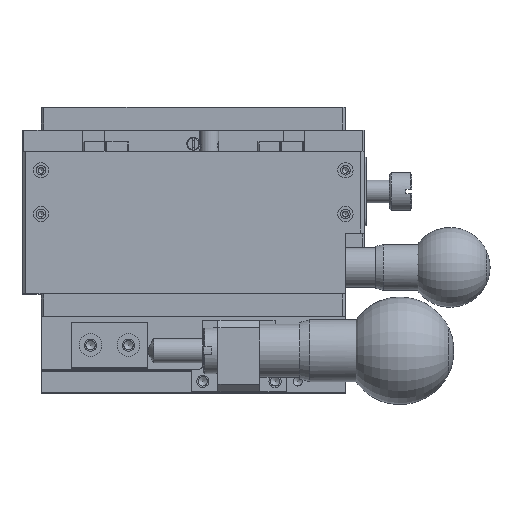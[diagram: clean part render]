
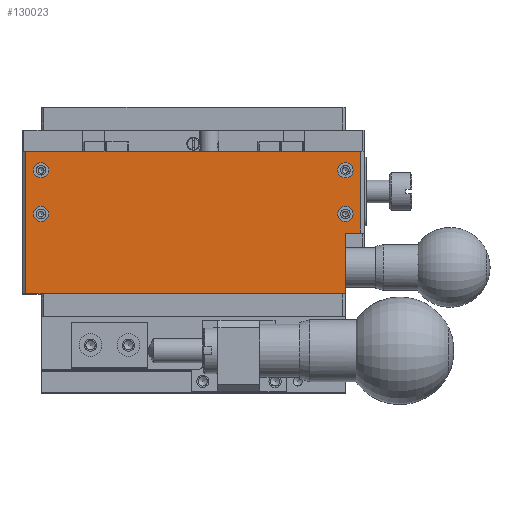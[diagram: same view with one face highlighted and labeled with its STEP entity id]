
A CAD part, top view. The second image highlights one B-rep face of the part: STEP entity #130023.
In plain terms, the highlighted planar face has unit normal (0, 0, 1).
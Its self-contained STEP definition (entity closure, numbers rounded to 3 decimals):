
#1544 = EDGE_CURVE ( 'NONE', #144098, #144098, #172863, .T. ) ;
#3640 = DIRECTION ( 'NONE',  ( 1., 0., 0. ) ) ;
#4169 = VERTEX_POINT ( 'NONE', #65088 ) ;
#4592 = ORIENTED_EDGE ( 'NONE', *, *, #88585, .F. ) ;
#4617 = CARTESIAN_POINT ( 'NONE',  ( 80., 60.5, -10. ) ) ;
#5509 = VECTOR ( 'NONE', #101498, 1000. ) ;
#5731 = VERTEX_POINT ( 'NONE', #119623 ) ;
#9231 = EDGE_LOOP ( 'NONE', ( #68015 ) ) ;
#10503 = CARTESIAN_POINT ( 'NONE',  ( 80., 49., -10. ) ) ;
#17402 = CARTESIAN_POINT ( 'NONE',  ( 0., 26., -10. ) ) ;
#18941 = VERTEX_POINT ( 'NONE', #70031 ) ;
#20311 = VECTOR ( 'NONE', #99204, 1000. ) ;
#21367 = ORIENTED_EDGE ( 'NONE', *, *, #100722, .F. ) ;
#23555 = EDGE_CURVE ( 'NONE', #18941, #104139, #76406, .T. ) ;
#24334 = EDGE_CURVE ( 'NONE', #153318, #18941, #151468, .T. ) ;
#25482 = VERTEX_POINT ( 'NONE', #150505 ) ;
#29542 = ORIENTED_EDGE ( 'NONE', *, *, #23555, .T. ) ;
#31265 = DIRECTION ( 'NONE',  ( -1., 0., 0. ) ) ;
#32030 = CARTESIAN_POINT ( 'NONE',  ( 0., 26., -10. ) ) ;
#32458 = FACE_BOUND ( 'NONE', #123534, .T. ) ;
#35580 = VECTOR ( 'NONE', #3640, 1000. ) ;
#39418 = DIRECTION ( 'NONE',  ( 0., 1., 0. ) ) ;
#40729 = EDGE_LOOP ( 'NONE', ( #29542, #129661, #4592, #46957, #90191, #73476, #60901 ) ) ;
#42580 = DIRECTION ( 'NONE',  ( 0., 1., 0. ) ) ;
#44358 = VERTEX_POINT ( 'NONE', #122722 ) ;
#45789 = CIRCLE ( 'NONE', #72280, 2. ) ;
#46355 = DIRECTION ( 'NONE',  ( 0., 0., -1. ) ) ;
#46957 = ORIENTED_EDGE ( 'NONE', *, *, #157555, .F. ) ;
#48160 = PLANE ( 'NONE',  #178153 ) ;
#48646 = DIRECTION ( 'NONE',  ( 1., 0., 0. ) ) ;
#58287 = LINE ( 'NONE', #100863, #35580 ) ;
#58620 = CARTESIAN_POINT ( 'NONE',  ( 80., 47., -10. ) ) ;
#59819 = CARTESIAN_POINT ( 'NONE',  ( 85., 42., -10. ) ) ;
#60901 = ORIENTED_EDGE ( 'NONE', *, *, #24334, .T. ) ;
#64539 = DIRECTION ( 'NONE',  ( 0., 0., 1. ) ) ;
#65088 = CARTESIAN_POINT ( 'NONE',  ( -4., 63.5, -10. ) ) ;
#67030 = CARTESIAN_POINT ( 'NONE',  ( 84., 63.5, -10. ) ) ;
#68015 = ORIENTED_EDGE ( 'NONE', *, *, #114548, .F. ) ;
#68409 = CARTESIAN_POINT ( 'NONE',  ( 84., 63.5, -10. ) ) ;
#70031 = CARTESIAN_POINT ( 'NONE',  ( 80., 42., -10. ) ) ;
#70285 = DIRECTION ( 'NONE',  ( 0., 0., 1. ) ) ;
#72280 = AXIS2_PLACEMENT_3D ( 'NONE', #148912, #64539, #166362 ) ;
#73476 = ORIENTED_EDGE ( 'NONE', *, *, #131498, .F. ) ;
#75124 = VERTEX_POINT ( 'NONE', #68409 ) ;
#76394 = LINE ( 'NONE', #32030, #5509 ) ;
#76406 = LINE ( 'NONE', #59819, #163279 ) ;
#78351 = ORIENTED_EDGE ( 'NONE', *, *, #1544, .F. ) ;
#88585 = EDGE_CURVE ( 'NONE', #4169, #75124, #58287, .T. ) ;
#89857 = FACE_BOUND ( 'NONE', #9231, .T. ) ;
#90191 = ORIENTED_EDGE ( 'NONE', *, *, #157105, .T. ) ;
#91670 = FACE_BOUND ( 'NONE', #106305, .T. ) ;
#92250 = VECTOR ( 'NONE', #181046, 1000. ) ;
#99204 = DIRECTION ( 'NONE',  ( 0., 1., 0. ) ) ;
#100722 = EDGE_CURVE ( 'NONE', #180887, #180887, #106699, .T. ) ;
#100863 = CARTESIAN_POINT ( 'NONE',  ( -4., 63.5, -10. ) ) ;
#101498 = DIRECTION ( 'NONE',  ( 1., 0., 0. ) ) ;
#102849 = DIRECTION ( 'NONE',  ( -1., 0., 0. ) ) ;
#103754 = CARTESIAN_POINT ( 'NONE',  ( -4., 63.5, -10. ) ) ;
#104139 = VERTEX_POINT ( 'NONE', #140839 ) ;
#104366 = VECTOR ( 'NONE', #31265, 1000. ) ;
#106305 = EDGE_LOOP ( 'NONE', ( #178629 ) ) ;
#106699 = CIRCLE ( 'NONE', #133445, 2. ) ;
#106919 = CARTESIAN_POINT ( 'NONE',  ( 0., 49., -10. ) ) ;
#114548 = EDGE_CURVE ( 'NONE', #5731, #5731, #45789, .T. ) ;
#114807 = EDGE_CURVE ( 'NONE', #75124, #104139, #119947, .T. ) ;
#117663 = FACE_OUTER_BOUND ( 'NONE', #40729, .T. ) ;
#119623 = CARTESIAN_POINT ( 'NONE',  ( 0., 60.5, -10. ) ) ;
#119947 = LINE ( 'NONE', #67030, #181789 ) ;
#121823 = CARTESIAN_POINT ( 'NONE',  ( 80., 26., -10. ) ) ;
#122722 = CARTESIAN_POINT ( 'NONE',  ( -4., 26., -10. ) ) ;
#123534 = EDGE_LOOP ( 'NONE', ( #21367 ) ) ;
#125484 = AXIS2_PLACEMENT_3D ( 'NONE', #169457, #70285, #42580 ) ;
#127002 = CARTESIAN_POINT ( 'NONE',  ( -4., 63.5, -10. ) ) ;
#127165 = DIRECTION ( 'NONE',  ( 0., 1., 0. ) ) ;
#129434 = LINE ( 'NONE', #17402, #104366 ) ;
#129661 = ORIENTED_EDGE ( 'NONE', *, *, #114807, .F. ) ;
#130023 = ADVANCED_FACE ( 'NONE', ( #117663, #175046, #91670, #32458, #89857 ), #48160, .F. ) ;
#131498 = EDGE_CURVE ( 'NONE', #153318, #25482, #129434, .T. ) ;
#132302 = EDGE_LOOP ( 'NONE', ( #78351 ) ) ;
#133445 = AXIS2_PLACEMENT_3D ( 'NONE', #58620, #143851, #127165 ) ;
#140839 = CARTESIAN_POINT ( 'NONE',  ( 84., 42., -10. ) ) ;
#143851 = DIRECTION ( 'NONE',  ( 0., 0., 1. ) ) ;
#144098 = VERTEX_POINT ( 'NONE', #106919 ) ;
#144896 = AXIS2_PLACEMENT_3D ( 'NONE', #166296, #162696, #39418 ) ;
#146829 = EDGE_CURVE ( 'NONE', #168559, #168559, #165579, .T. ) ;
#148912 = CARTESIAN_POINT ( 'NONE',  ( 0., 58.5, -10. ) ) ;
#149982 = CARTESIAN_POINT ( 'NONE',  ( 80., 26., -10. ) ) ;
#150505 = CARTESIAN_POINT ( 'NONE',  ( 0., 26., -10. ) ) ;
#151468 = LINE ( 'NONE', #121823, #92250 ) ;
#153318 = VERTEX_POINT ( 'NONE', #149982 ) ;
#157105 = EDGE_CURVE ( 'NONE', #44358, #25482, #76394, .T. ) ;
#157555 = EDGE_CURVE ( 'NONE', #44358, #4169, #180768, .T. ) ;
#162696 = DIRECTION ( 'NONE',  ( 0., 0., 1. ) ) ;
#163279 = VECTOR ( 'NONE', #48646, 1000. ) ;
#165240 = DIRECTION ( 'NONE',  ( 0., -1., 0. ) ) ;
#165579 = CIRCLE ( 'NONE', #144896, 2. ) ;
#166296 = CARTESIAN_POINT ( 'NONE',  ( 80., 58.5, -10. ) ) ;
#166362 = DIRECTION ( 'NONE',  ( 0., 1., 0. ) ) ;
#168559 = VERTEX_POINT ( 'NONE', #4617 ) ;
#169457 = CARTESIAN_POINT ( 'NONE',  ( 0., 47., -10. ) ) ;
#172863 = CIRCLE ( 'NONE', #125484, 2. ) ;
#175046 = FACE_BOUND ( 'NONE', #132302, .T. ) ;
#178153 = AXIS2_PLACEMENT_3D ( 'NONE', #103754, #46355, #102849 ) ;
#178629 = ORIENTED_EDGE ( 'NONE', *, *, #146829, .F. ) ;
#180768 = LINE ( 'NONE', #127002, #20311 ) ;
#180887 = VERTEX_POINT ( 'NONE', #10503 ) ;
#181046 = DIRECTION ( 'NONE',  ( 0., 1., 0. ) ) ;
#181789 = VECTOR ( 'NONE', #165240, 1000. ) ;
